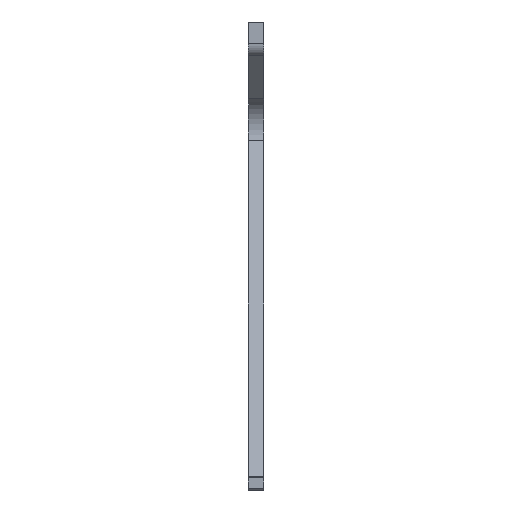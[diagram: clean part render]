
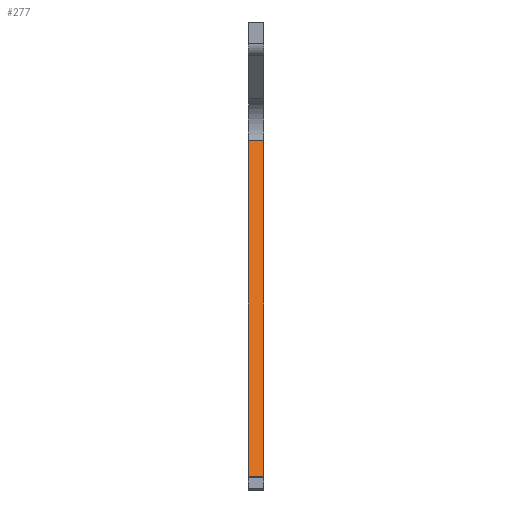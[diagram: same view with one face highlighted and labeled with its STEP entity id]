
A CAD part, front view. The second image highlights one B-rep face of the part: STEP entity #277.
In plain terms, the highlighted planar face has unit normal (0, -0.948, 0.319).
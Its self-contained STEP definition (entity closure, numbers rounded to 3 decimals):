
#225=CARTESIAN_POINT('Vertex',(17.5,-449.477,-690.447)) ;
#228=CARTESIAN_POINT('Line Origine',(0.,-449.477,-690.447)) ;
#232=CARTESIAN_POINT('Vertex',(-17.5,-449.477,-690.447)) ;
#247=CARTESIAN_POINT('Axis2P3D Location',(0.,-185.446,93.381)) ;
#252=CARTESIAN_POINT('Line Origine',(17.5,-317.461,-298.533)) ;
#256=CARTESIAN_POINT('Vertex',(17.5,-185.446,93.381)) ;
#259=CARTESIAN_POINT('Line Origine',(0.,-185.446,93.381)) ;
#263=CARTESIAN_POINT('Vertex',(-17.5,-185.446,93.381)) ;
#266=CARTESIAN_POINT('Line Origine',(-17.5,-317.461,-298.533)) ;
#229=DIRECTION('Vector Direction',(-1.,0.,0.)) ;
#248=DIRECTION('Axis2P3D Direction',(0.,-0.948,0.319)) ;
#249=DIRECTION('Axis2P3D XDirection',(0.,-0.319,-0.948)) ;
#253=DIRECTION('Vector Direction',(0.,-0.319,-0.948)) ;
#260=DIRECTION('Vector Direction',(1.,0.,0.)) ;
#267=DIRECTION('Vector Direction',(0.,-0.319,-0.948)) ;
#250=AXIS2_PLACEMENT_3D('Plane Axis2P3D',#247,#248,#249) ;
#272=ORIENTED_EDGE('',*,*,#258,.T.) ;
#273=ORIENTED_EDGE('',*,*,#265,.F.) ;
#274=ORIENTED_EDGE('',*,*,#270,.F.) ;
#275=ORIENTED_EDGE('',*,*,#234,.T.) ;
#230=VECTOR('Line Direction',#229,1.) ;
#254=VECTOR('Line Direction',#253,1.) ;
#261=VECTOR('Line Direction',#260,1.) ;
#268=VECTOR('Line Direction',#267,1.) ;
#277=ADVANCED_FACE('Corps principal',(#276),#251,.T.) ;
#234=EDGE_CURVE('',#233,#226,#231,.F.) ;
#258=EDGE_CURVE('',#226,#257,#255,.F.) ;
#265=EDGE_CURVE('',#264,#257,#262,.T.) ;
#270=EDGE_CURVE('',#233,#264,#269,.F.) ;
#271=EDGE_LOOP('',(#272,#273,#274,#275)) ;
#276=FACE_OUTER_BOUND('',#271,.T.) ;
#231=LINE('Line',#228,#230) ;
#255=LINE('Line',#252,#254) ;
#262=LINE('Line',#259,#261) ;
#269=LINE('Line',#266,#268) ;
#251=PLANE('Plane',#250) ;
#226=VERTEX_POINT('',#225) ;
#233=VERTEX_POINT('',#232) ;
#257=VERTEX_POINT('',#256) ;
#264=VERTEX_POINT('',#263) ;
